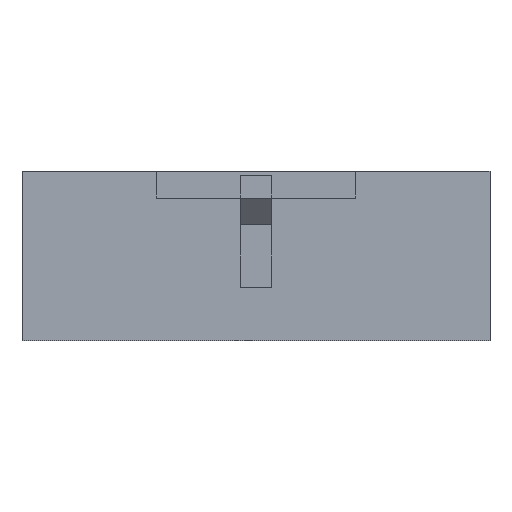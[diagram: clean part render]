
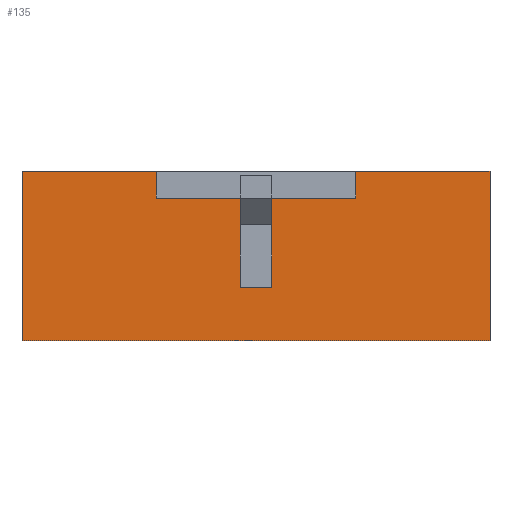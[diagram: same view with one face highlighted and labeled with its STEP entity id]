
A CAD part, left-side view. The second image highlights one B-rep face of the part: STEP entity #135.
In plain terms, the highlighted planar face has unit normal (-1, 0, 0).
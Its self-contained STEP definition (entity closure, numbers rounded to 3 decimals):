
#32 = VERTEX_POINT('',#33);
#33 = CARTESIAN_POINT('',(-22.34,-0.7,
    -1.4));
#39 = EDGE_CURVE('',#40,#32,#42,.T.);
#40 = VERTEX_POINT('',#41);
#41 = CARTESIAN_POINT('',(-22.34,-0.7,2.6
    ));
#42 = LINE('',#43,#44);
#43 = CARTESIAN_POINT('',(-22.34,-0.7,2.6
    ));
#44 = VECTOR('',#45,1.);
#45 = DIRECTION('',(0.,0.,-1.));
#70 = EDGE_CURVE('',#71,#40,#73,.T.);
#71 = VERTEX_POINT('',#72);
#72 = CARTESIAN_POINT('',(-22.34,-4.475,2.6
    ));
#73 = LINE('',#74,#75);
#74 = CARTESIAN_POINT('',(-22.34,-4.475,2.6
    ));
#75 = VECTOR('',#76,1.);
#76 = DIRECTION('',(0.,1.,0.));
#135 = ADVANCED_FACE('',(#136),#218,.T.);
#136 = FACE_BOUND('',#137,.T.);
#137 = EDGE_LOOP('',(#138,#139,#140,#148,#156,#164,#172,#180,#188,#196,
    #204,#212));
#138 = ORIENTED_EDGE('',*,*,#70,.T.);
#139 = ORIENTED_EDGE('',*,*,#39,.T.);
#140 = ORIENTED_EDGE('',*,*,#141,.T.);
#141 = EDGE_CURVE('',#32,#142,#144,.T.);
#142 = VERTEX_POINT('',#143);
#143 = CARTESIAN_POINT('',(-22.34,0.7,
    -1.4));
#144 = LINE('',#145,#146);
#145 = CARTESIAN_POINT('',(-22.34,-0.7,
    -1.4));
#146 = VECTOR('',#147,1.);
#147 = DIRECTION('',(0.,1.,0.));
#148 = ORIENTED_EDGE('',*,*,#149,.T.);
#149 = EDGE_CURVE('',#142,#150,#152,.T.);
#150 = VERTEX_POINT('',#151);
#151 = CARTESIAN_POINT('',(-22.34,0.7,2.6
    ));
#152 = LINE('',#153,#154);
#153 = CARTESIAN_POINT('',(-22.34,0.7,
    -1.4));
#154 = VECTOR('',#155,1.);
#155 = DIRECTION('',(0.,0.,1.));
#156 = ORIENTED_EDGE('',*,*,#157,.T.);
#157 = EDGE_CURVE('',#150,#158,#160,.T.);
#158 = VERTEX_POINT('',#159);
#159 = CARTESIAN_POINT('',(-22.34,4.475,2.6
    ));
#160 = LINE('',#161,#162);
#161 = CARTESIAN_POINT('',(-22.34,0.7,2.6
    ));
#162 = VECTOR('',#163,1.);
#163 = DIRECTION('',(0.,1.,0.));
#164 = ORIENTED_EDGE('',*,*,#165,.T.);
#165 = EDGE_CURVE('',#158,#166,#168,.T.);
#166 = VERTEX_POINT('',#167);
#167 = CARTESIAN_POINT('',(-22.34,4.475,3.8
    ));
#168 = LINE('',#169,#170);
#169 = CARTESIAN_POINT('',(-22.34,4.475,2.6
    ));
#170 = VECTOR('',#171,1.);
#171 = DIRECTION('',(0.,0.,1.));
#172 = ORIENTED_EDGE('',*,*,#173,.T.);
#173 = EDGE_CURVE('',#166,#174,#176,.T.);
#174 = VERTEX_POINT('',#175);
#175 = CARTESIAN_POINT('',(-22.34,10.5,3.8));
#176 = LINE('',#177,#178);
#177 = CARTESIAN_POINT('',(-22.34,4.475,3.8
    ));
#178 = VECTOR('',#179,1.);
#179 = DIRECTION('',(0.,1.,0.));
#180 = ORIENTED_EDGE('',*,*,#181,.T.);
#181 = EDGE_CURVE('',#174,#182,#184,.T.);
#182 = VERTEX_POINT('',#183);
#183 = CARTESIAN_POINT('',(-22.34,10.5,-3.8));
#184 = LINE('',#185,#186);
#185 = CARTESIAN_POINT('',(-22.34,10.5,3.8));
#186 = VECTOR('',#187,1.);
#187 = DIRECTION('',(0.,0.,-1.));
#188 = ORIENTED_EDGE('',*,*,#189,.T.);
#189 = EDGE_CURVE('',#182,#190,#192,.T.);
#190 = VERTEX_POINT('',#191);
#191 = CARTESIAN_POINT('',(-22.34,-10.5,-3.8));
#192 = LINE('',#193,#194);
#193 = CARTESIAN_POINT('',(-22.34,10.5,-3.8));
#194 = VECTOR('',#195,1.);
#195 = DIRECTION('',(0.,-1.,0.));
#196 = ORIENTED_EDGE('',*,*,#197,.T.);
#197 = EDGE_CURVE('',#190,#198,#200,.T.);
#198 = VERTEX_POINT('',#199);
#199 = CARTESIAN_POINT('',(-22.34,-10.5,3.8));
#200 = LINE('',#201,#202);
#201 = CARTESIAN_POINT('',(-22.34,-10.5,-3.8));
#202 = VECTOR('',#203,1.);
#203 = DIRECTION('',(0.,0.,1.));
#204 = ORIENTED_EDGE('',*,*,#205,.T.);
#205 = EDGE_CURVE('',#198,#206,#208,.T.);
#206 = VERTEX_POINT('',#207);
#207 = CARTESIAN_POINT('',(-22.34,-4.475,
    3.8));
#208 = LINE('',#209,#210);
#209 = CARTESIAN_POINT('',(-22.34,-10.5,3.8));
#210 = VECTOR('',#211,1.);
#211 = DIRECTION('',(0.,1.,0.));
#212 = ORIENTED_EDGE('',*,*,#213,.T.);
#213 = EDGE_CURVE('',#206,#71,#214,.T.);
#214 = LINE('',#215,#216);
#215 = CARTESIAN_POINT('',(-22.34,-4.475,
    3.8));
#216 = VECTOR('',#217,1.);
#217 = DIRECTION('',(0.,0.,-1.));
#218 = PLANE('',#219);
#219 = AXIS2_PLACEMENT_3D('',#220,#221,#222);
#220 = CARTESIAN_POINT('',(-22.34,0.,-0.057));
#221 = DIRECTION('',(-1.,-0.,-0.));
#222 = DIRECTION('',(0.,0.,-1.));
